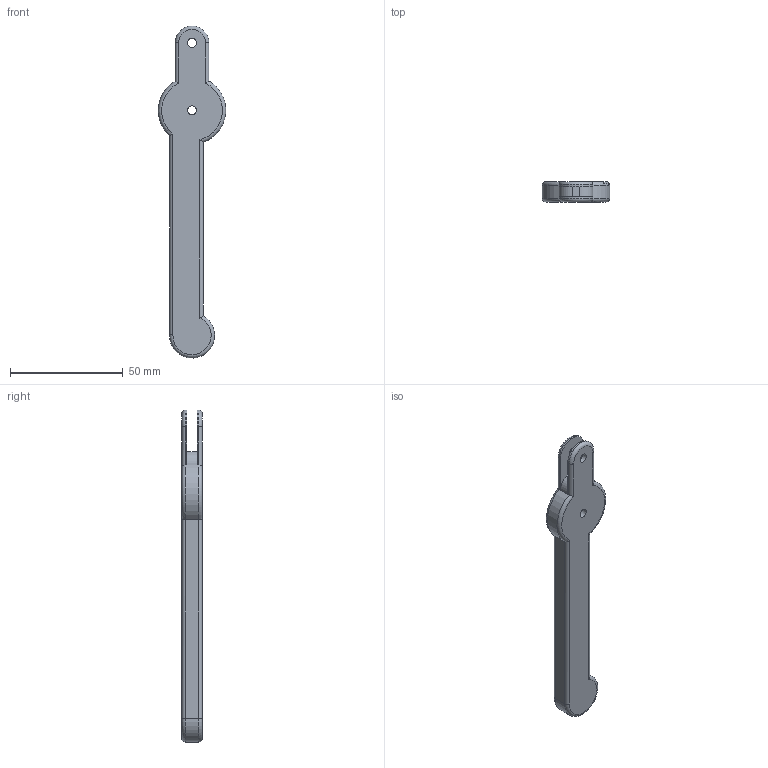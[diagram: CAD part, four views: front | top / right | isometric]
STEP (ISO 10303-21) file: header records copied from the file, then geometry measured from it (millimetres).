
FILE_DESCRIPTION(/* description */ (''),/* implementation_level */ '2;1');
FILE_NAME(/* name */ 'FA_InfLink.step',/* time_stamp */ '2025-05-21T10:49:27-04:00',/* author */ (''),/* organization */ (''),/* preprocessor_version */ 'ST-DEVELOPER v20.1',/* originating_system */ 'Autodesk Translation Framework v14.10.0.0',/* authorisation */ '');
FILE_SCHEMA (('AUTOMOTIVE_DESIGN { 1 0 10303 214 3 1 1 }'));
Length unit declared in the file: millimetre
Products named in the file (2): Link inferior; Link inferior_1
Assembly tree (1 placements, depth 2):
  Link inferior
    Link inferior_1
Bounding box: 29.96 x 9 x 147.47 mm (x, y, z)
Volume: 20852 mm3; surface area: 8009.2 mm2
Topology: 1 solids, 1 shells, 35 faces, 83 edges, 50 vertices
Faces by surface type: cylinder 18, plane 9, torus 8
Full cylindrical faces by diameter (mm): 4 x3
Entity records: 1194 total; most frequent: CARTESIAN_POINT 323, DIRECTION 179, ORIENTED_EDGE 166, EDGE_CURVE 83, AXIS2_PLACEMENT_3D 70, VERTEX_POINT 50, EDGE_LOOP 41, LINE 39
